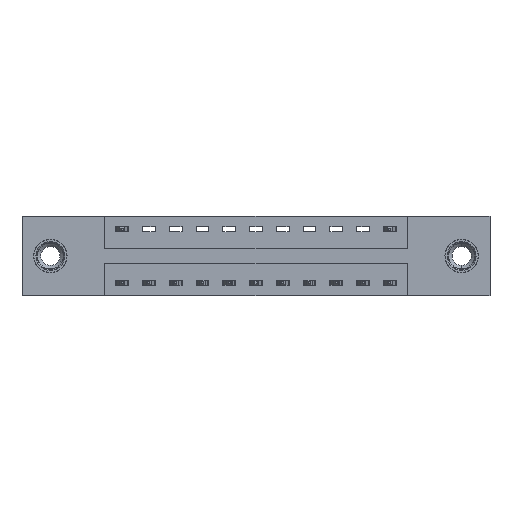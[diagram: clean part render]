
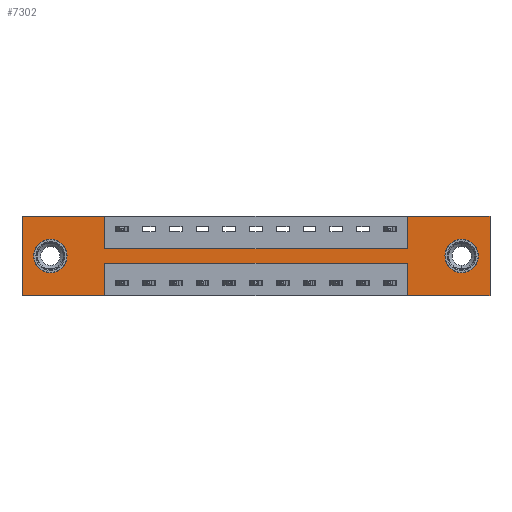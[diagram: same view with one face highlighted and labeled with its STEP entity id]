
A CAD part, front view. The second image highlights one B-rep face of the part: STEP entity #7302.
In plain terms, the highlighted planar face has unit normal (0, -1, 0).
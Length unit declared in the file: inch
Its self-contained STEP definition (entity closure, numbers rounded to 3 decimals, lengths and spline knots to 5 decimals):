
#295 = VERTEX_POINT ( 'NONE', #7339 ) ;
#382 = EDGE_CURVE ( 'NONE', #2179, #11013, #4701, .T. ) ;
#482 = CARTESIAN_POINT ( 'NONE',  ( 0.3875, 0., 0. ) ) ;
#507 = LINE ( 'NONE', #7254, #2501 ) ;
#718 = CARTESIAN_POINT ( 'NONE',  ( 2.0525, 0., -0.107 ) ) ;
#863 = EDGE_CURVE ( 'NONE', #8412, #5514, #6866, .T. ) ;
#882 = LINE ( 'NONE', #6287, #10652 ) ;
#892 = VECTOR ( 'NONE', #2830, 39.37008 ) ;
#1058 = VECTOR ( 'NONE', #4281, 39.37008 ) ;
#1264 = CARTESIAN_POINT ( 'NONE',  ( 1.7975, 0., -0.37 ) ) ;
#1268 = DIRECTION ( 'NONE',  ( 1., 0., 0. ) ) ;
#1508 = CARTESIAN_POINT ( 'NONE',  ( 0., 0., -0.37 ) ) ;
#1547 = VERTEX_POINT ( 'NONE', #6515 ) ;
#1844 = CARTESIAN_POINT ( 'NONE',  ( 0., 0., -0.37 ) ) ;
#1873 = VECTOR ( 'NONE', #7210, 39.37008 ) ;
#1934 = VECTOR ( 'NONE', #10985, 39.37008 ) ;
#2112 = EDGE_CURVE ( 'NONE', #4093, #6237, #6855, .T. ) ;
#2179 = VERTEX_POINT ( 'NONE', #12080 ) ;
#2469 = CARTESIAN_POINT ( 'NONE',  ( 0.3875, 0., -0.15 ) ) ;
#2501 = VECTOR ( 'NONE', #2591, 39.37008 ) ;
#2514 = EDGE_CURVE ( 'NONE', #1547, #8412, #4378, .T. ) ;
#2549 = DIRECTION ( 'NONE',  ( 0., 0., 1. ) ) ;
#2568 = FACE_BOUND ( 'NONE', #5694, .T. ) ;
#2586 = EDGE_CURVE ( 'NONE', #6237, #4093, #8446, .T. ) ;
#2591 = DIRECTION ( 'NONE',  ( 0., 0., 1. ) ) ;
#2597 = CARTESIAN_POINT ( 'NONE',  ( 0.1325, 0., -0.185 ) ) ;
#2665 = DIRECTION ( 'NONE',  ( 0., -1., 0. ) ) ;
#2776 = CARTESIAN_POINT ( 'NONE',  ( 2.0525, 0., -0.185 ) ) ;
#2783 = DIRECTION ( 'NONE',  ( -1., 0., 0. ) ) ;
#2830 = DIRECTION ( 'NONE',  ( 0., 0., -1. ) ) ;
#3172 = AXIS2_PLACEMENT_3D ( 'NONE', #9895, #4305, #10845 ) ;
#3229 = VECTOR ( 'NONE', #2783, 39.37008 ) ;
#3297 = CARTESIAN_POINT ( 'NONE',  ( 0., 0., -0.37 ) ) ;
#3538 = DIRECTION ( 'NONE',  ( 0., 0., 1. ) ) ;
#3589 = DIRECTION ( 'NONE',  ( -1., 0., 0. ) ) ;
#3736 = DIRECTION ( 'NONE',  ( 0., 0., -1. ) ) ;
#4081 = VERTEX_POINT ( 'NONE', #11962 ) ;
#4093 = VERTEX_POINT ( 'NONE', #11055 ) ;
#4126 = CARTESIAN_POINT ( 'NONE',  ( 0.3875, 0., -0.22 ) ) ;
#4133 = EDGE_CURVE ( 'NONE', #8211, #4081, #5312, .T. ) ;
#4281 = DIRECTION ( 'NONE',  ( -1., 0., 0. ) ) ;
#4305 = DIRECTION ( 'NONE',  ( 0., 1., 0. ) ) ;
#4333 = VECTOR ( 'NONE', #3589, 39.37008 ) ;
#4378 = LINE ( 'NONE', #6001, #11567 ) ;
#4573 = EDGE_CURVE ( 'NONE', #11578, #2179, #507, .T. ) ;
#4701 = LINE ( 'NONE', #12156, #11888 ) ;
#4723 = AXIS2_PLACEMENT_3D ( 'NONE', #6406, #2665, #9241 ) ;
#4730 = EDGE_CURVE ( 'NONE', #5514, #5032, #8204, .T. ) ;
#4751 = CARTESIAN_POINT ( 'NONE',  ( 2.0525, 0., -0.185 ) ) ;
#4792 = FACE_BOUND ( 'NONE', #9551, .T. ) ;
#5032 = VERTEX_POINT ( 'NONE', #1264 ) ;
#5174 = CARTESIAN_POINT ( 'NONE',  ( 1.7975, 0., -0.15 ) ) ;
#5312 = LINE ( 'NONE', #9255, #7490 ) ;
#5514 = VERTEX_POINT ( 'NONE', #7719 ) ;
#5673 = DIRECTION ( 'NONE',  ( 0., 0., -1. ) ) ;
#5694 = EDGE_LOOP ( 'NONE', ( #6398, #6451 ) ) ;
#5703 = LINE ( 'NONE', #2469, #10710 ) ;
#5959 = LINE ( 'NONE', #7511, #892 ) ;
#6001 = CARTESIAN_POINT ( 'NONE',  ( 0., 0., 0. ) ) ;
#6027 = VERTEX_POINT ( 'NONE', #8413 ) ;
#6041 = EDGE_CURVE ( 'NONE', #295, #6689, #9800, .T. ) ;
#6176 = CARTESIAN_POINT ( 'NONE',  ( 0.3875, 0., -0.15 ) ) ;
#6237 = VERTEX_POINT ( 'NONE', #11449 ) ;
#6281 = CARTESIAN_POINT ( 'NONE',  ( 2.185, 0., 0. ) ) ;
#6287 = CARTESIAN_POINT ( 'NONE',  ( 1.7975, 0., 0. ) ) ;
#6363 = ORIENTED_EDGE ( 'NONE', *, *, #10629, .T. ) ;
#6387 = ORIENTED_EDGE ( 'NONE', *, *, #6041, .T. ) ;
#6398 = ORIENTED_EDGE ( 'NONE', *, *, #2586, .T. ) ;
#6406 = CARTESIAN_POINT ( 'NONE',  ( 0., 0., -0.37 ) ) ;
#6451 = ORIENTED_EDGE ( 'NONE', *, *, #2112, .T. ) ;
#6515 = CARTESIAN_POINT ( 'NONE',  ( 1.7975, 0., 0. ) ) ;
#6652 = ORIENTED_EDGE ( 'NONE', *, *, #4133, .F. ) ;
#6677 = ORIENTED_EDGE ( 'NONE', *, *, #8493, .F. ) ;
#6689 = VERTEX_POINT ( 'NONE', #718 ) ;
#6732 = ORIENTED_EDGE ( 'NONE', *, *, #9137, .F. ) ;
#6756 = ORIENTED_EDGE ( 'NONE', *, *, #4730, .F. ) ;
#6777 = ORIENTED_EDGE ( 'NONE', *, *, #863, .F. ) ;
#6796 = LINE ( 'NONE', #10159, #4333 ) ;
#6824 = EDGE_CURVE ( 'NONE', #11013, #9738, #5959, .T. ) ;
#6855 = CIRCLE ( 'NONE', #8037, 0.078 ) ;
#6862 = ORIENTED_EDGE ( 'NONE', *, *, #2514, .F. ) ;
#6866 = LINE ( 'NONE', #6281, #1873 ) ;
#6920 = LINE ( 'NONE', #10047, #1934 ) ;
#6963 = ORIENTED_EDGE ( 'NONE', *, *, #7229, .F. ) ;
#7128 = ORIENTED_EDGE ( 'NONE', *, *, #10387, .F. ) ;
#7149 = ORIENTED_EDGE ( 'NONE', *, *, #6824, .F. ) ;
#7210 = DIRECTION ( 'NONE',  ( 0., 0., -1. ) ) ;
#7229 = EDGE_CURVE ( 'NONE', #8261, #1547, #882, .T. ) ;
#7254 = CARTESIAN_POINT ( 'NONE',  ( 0., 0., 0. ) ) ;
#7275 = ORIENTED_EDGE ( 'NONE', *, *, #382, .F. ) ;
#7302 = ADVANCED_FACE ( 'NONE', ( #4792, #2568, #9761 ), #8273, .T. ) ;
#7339 = CARTESIAN_POINT ( 'NONE',  ( 2.0525, 0., -0.263 ) ) ;
#7405 = ORIENTED_EDGE ( 'NONE', *, *, #4573, .F. ) ;
#7425 = ORIENTED_EDGE ( 'NONE', *, *, #11503, .F. ) ;
#7490 = VECTOR ( 'NONE', #8284, 39.37008 ) ;
#7511 = CARTESIAN_POINT ( 'NONE',  ( 0.3875, 0., 0. ) ) ;
#7719 = CARTESIAN_POINT ( 'NONE',  ( 2.185, 0., -0.37 ) ) ;
#8037 = AXIS2_PLACEMENT_3D ( 'NONE', #2597, #9168, #3538 ) ;
#8038 = CIRCLE ( 'NONE', #9463, 0.078 ) ;
#8204 = LINE ( 'NONE', #1844, #3229 ) ;
#8211 = VERTEX_POINT ( 'NONE', #4126 ) ;
#8261 = VERTEX_POINT ( 'NONE', #5174 ) ;
#8273 = PLANE ( 'NONE',  #4723 ) ;
#8284 = DIRECTION ( 'NONE',  ( 0., 0., -1. ) ) ;
#8412 = VERTEX_POINT ( 'NONE', #10973 ) ;
#8413 = CARTESIAN_POINT ( 'NONE',  ( 1.7975, 0., -0.22 ) ) ;
#8446 = CIRCLE ( 'NONE', #3172, 0.078 ) ;
#8493 = EDGE_CURVE ( 'NONE', #6027, #8211, #6796, .T. ) ;
#9137 = EDGE_CURVE ( 'NONE', #5032, #6027, #6920, .T. ) ;
#9168 = DIRECTION ( 'NONE',  ( 0., 1., 0. ) ) ;
#9208 = LINE ( 'NONE', #3297, #1058 ) ;
#9241 = DIRECTION ( 'NONE',  ( 0., 0., -1. ) ) ;
#9255 = CARTESIAN_POINT ( 'NONE',  ( 0.3875, 0., -0.37 ) ) ;
#9357 = DIRECTION ( 'NONE',  ( 0., 1., 0. ) ) ;
#9463 = AXIS2_PLACEMENT_3D ( 'NONE', #2776, #9357, #3736 ) ;
#9551 = EDGE_LOOP ( 'NONE', ( #6363, #6387 ) ) ;
#9738 = VERTEX_POINT ( 'NONE', #6176 ) ;
#9761 = FACE_OUTER_BOUND ( 'NONE', #10482, .T. ) ;
#9800 = CIRCLE ( 'NONE', #12169, 0.078 ) ;
#9895 = CARTESIAN_POINT ( 'NONE',  ( 0.1325, 0., -0.185 ) ) ;
#9976 = DIRECTION ( 'NONE',  ( 1., 0., 0. ) ) ;
#10047 = CARTESIAN_POINT ( 'NONE',  ( 1.7975, 0., -0.37 ) ) ;
#10159 = CARTESIAN_POINT ( 'NONE',  ( 0.3875, 0., -0.22 ) ) ;
#10273 = DIRECTION ( 'NONE',  ( 1., 0., 0. ) ) ;
#10387 = EDGE_CURVE ( 'NONE', #9738, #8261, #5703, .T. ) ;
#10482 = EDGE_LOOP ( 'NONE', ( #6652, #6677, #6732, #6756, #6777, #6862, #6963, #7128, #7149, #7275, #7405, #7425 ) ) ;
#10629 = EDGE_CURVE ( 'NONE', #6689, #295, #8038, .T. ) ;
#10652 = VECTOR ( 'NONE', #2549, 39.37008 ) ;
#10710 = VECTOR ( 'NONE', #9976, 39.37008 ) ;
#10845 = DIRECTION ( 'NONE',  ( 0., 0., 1. ) ) ;
#10973 = CARTESIAN_POINT ( 'NONE',  ( 2.185, 0., 0. ) ) ;
#10985 = DIRECTION ( 'NONE',  ( 0., 0., 1. ) ) ;
#11013 = VERTEX_POINT ( 'NONE', #482 ) ;
#11055 = CARTESIAN_POINT ( 'NONE',  ( 0.1325, 0., -0.263 ) ) ;
#11314 = DIRECTION ( 'NONE',  ( 0., 1., 0. ) ) ;
#11449 = CARTESIAN_POINT ( 'NONE',  ( 0.1325, 0., -0.107 ) ) ;
#11503 = EDGE_CURVE ( 'NONE', #4081, #11578, #9208, .T. ) ;
#11567 = VECTOR ( 'NONE', #1268, 39.37008 ) ;
#11578 = VERTEX_POINT ( 'NONE', #1508 ) ;
#11888 = VECTOR ( 'NONE', #10273, 39.37008 ) ;
#11962 = CARTESIAN_POINT ( 'NONE',  ( 0.3875, 0., -0.37 ) ) ;
#12080 = CARTESIAN_POINT ( 'NONE',  ( 0., 0., 0. ) ) ;
#12156 = CARTESIAN_POINT ( 'NONE',  ( 0., 0., 0. ) ) ;
#12169 = AXIS2_PLACEMENT_3D ( 'NONE', #4751, #11314, #5673 ) ;
